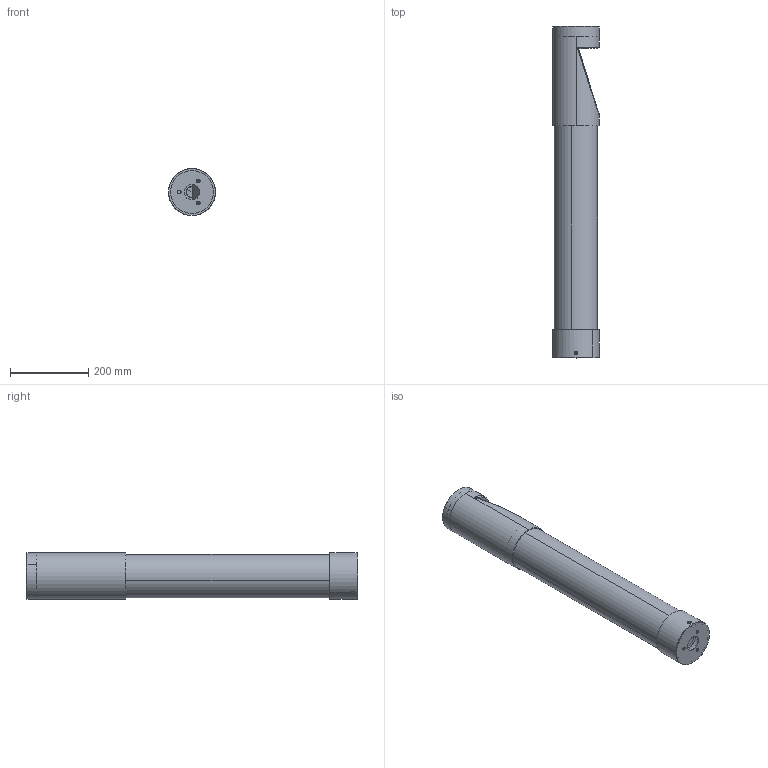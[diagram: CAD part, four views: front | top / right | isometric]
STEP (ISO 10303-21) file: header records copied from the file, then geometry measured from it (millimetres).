
FILE_DESCRIPTION (( 'STEP AP203' ), '1' );
FILE_NAME ('Oppland wood.STEP', '2026-01-15T10:24:07', ( '' ), ( '' ), 'SwSTEP 2.0', 'SolidWorks 2024', '' );
FILE_SCHEMA (( 'CONFIG_CONTROL_DESIGN' ));
Length unit declared in the file: millimetre
Products named in the file (20): D 1_STOCKHOLM DREWNO 48_84_rs_840; M108W2_Rura górna kom_rs_M108D_słupek drewniany; M88A-385-1-03 blacha podstawy w2_108w4; M125W2_Rura spaw_rs_M219H_moc dolne oprawa 850_ drewno fi 112rs; M108W2_Szybka_rs_w4; Wkr docisk b łba M6x_rs_DIN 914 - M6 x 14-N; M108W2_Kołek blokady_rs_xxx; TUL SPEC M6_rs_N3; Oppland wood; M88A-385-1-11 daszek klosza w2_M108 obr.w3rs; STOCKHOLM DREWNO 48_84_rs_M108D fi 112; M108W2_Rura górna_rs_M108DW4_850_drewno; M108W2_Rura górna spaw kom_rs_M108DW4_850_drewno; M108W2_Daszek kom_rs_M108D; M108W2_Zaślepka z  dxf Trumpf_rs_W3; M88A-385-1-01 rura 120x5x691_M219H_moc dol opr 850 drewno fi112_rs; M108D_Słupek drew. kpl_rs_M108D_850_drewno_rs
Assembly tree (20 placements, depth 4):
  Oppland wood
    M108W2_Rura górna kom_rs_M108D_słupek drewniany
      M108W2_Rura górna spaw kom_rs_M108DW4_850_drewno
        M108W2_Rura górna_rs_M108DW4_850_drewno
        M108W2_Zaślepka z  dxf Trumpf_rs_W3
      M108W2_Daszek kom_rs_M108D
        M88A-385-1-11 daszek klosza w2_M108 obr.w3rs
      M108W2_Szybka_rs_w4
    M108D_Słupek drew. kpl_rs_M108D_850_drewno_rs
      STOCKHOLM DREWNO 48_84_rs_M108D fi 112
        D 1_STOCKHOLM DREWNO 48_84_rs_840
        D 1_STOCKHOLM DREWNO 48_84_rs_840
        D 1_STOCKHOLM DREWNO 48_84_rs_840
        D 1_STOCKHOLM DREWNO 48_84_rs_840
      M125W2_Rura spaw_rs_M219H_moc dolne oprawa 850_ drewno fi 112rs
        M88A-385-1-01 rura 120x5x691_M219H_moc dol opr 850 drewno fi112_rs
        M108W2_Kołek blokady_rs_xxx  x2
        TUL SPEC M6_rs_N3
    M88A-385-1-03 blacha podstawy w2_108w4
    Wkr docisk b łba M6x_rs_DIN 914 - M6 x 14-N
Bounding box: 120 x 850.03 x 120.12 mm (x, y, z)
Volume: 3861455.5 mm3; surface area: 732656.5 mm2
Topology: 14 solids, 14 shells, 1350 faces, 5002 edges, 3133 vertices
Faces by surface type: sphere 1108, cylinder 113, plane 89, cone 30, torus 8, bspline 2
Entity records: 40742 total; most frequent: DIRECTION 7813, CARTESIAN_POINT 7143, ORIENTED_EDGE 5536, AXIS2_PLACEMENT_3D 3777, EDGE_CURVE 2768, CIRCLE 2411, VERTEX_POINT 2017, EDGE_LOOP 1931
